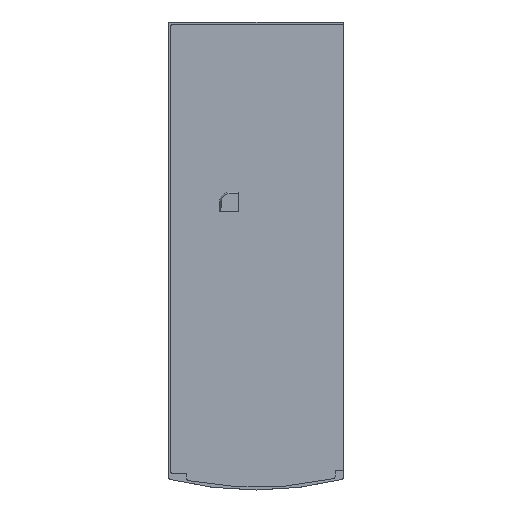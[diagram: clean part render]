
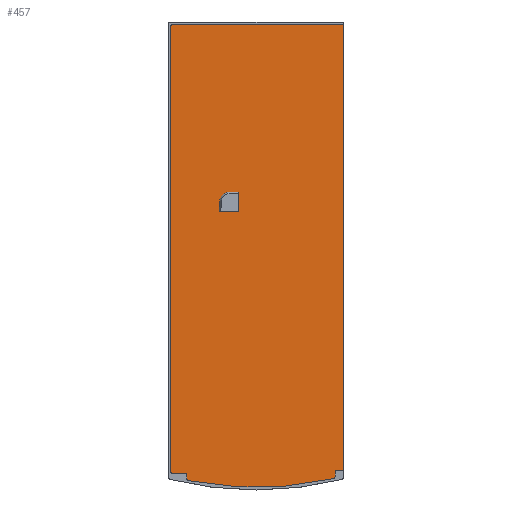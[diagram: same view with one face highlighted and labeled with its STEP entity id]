
A CAD part, top view. The second image highlights one B-rep face of the part: STEP entity #457.
In plain terms, the highlighted planar face has unit normal (0, 0, 1).
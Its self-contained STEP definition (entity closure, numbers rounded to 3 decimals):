
#3 = PLANE ( 'NONE',  #297 ) ;
#9 = DIRECTION ( 'NONE',  ( 1., 0., 0. ) ) ;
#10 = CARTESIAN_POINT ( 'NONE',  ( 26.3, 0., 0. ) ) ;
#15 = VECTOR ( 'NONE', #546, 1000. ) ;
#16 = ORIENTED_EDGE ( 'NONE', *, *, #105, .F. ) ;
#17 = CARTESIAN_POINT ( 'NONE',  ( 25.3, -103.945, 0. ) ) ;
#18 = EDGE_CURVE ( 'NONE', #1000, #520, #700, .T. ) ;
#22 = EDGE_CURVE ( 'NONE', #347, #561, #761, .T. ) ;
#24 = DIRECTION ( 'NONE',  ( 0., -1., 0. ) ) ;
#27 = CIRCLE ( 'NONE', #744, 1. ) ;
#32 = DIRECTION ( 'NONE',  ( -1., 0., 0. ) ) ;
#54 = AXIS2_PLACEMENT_3D ( 'NONE', #17, #85, #407 ) ;
#68 = CARTESIAN_POINT ( 'NONE',  ( -2.498, 21., 0. ) ) ;
#79 = DIRECTION ( 'NONE',  ( -1., 0., 0. ) ) ;
#82 = DIRECTION ( 'NONE',  ( -1., 0., 0. ) ) ;
#85 = DIRECTION ( 'NONE',  ( 0., 0., 1. ) ) ;
#86 = VECTOR ( 'NONE', #292, 1000. ) ;
#94 = EDGE_CURVE ( 'NONE', #528, #944, #919, .T. ) ;
#103 = VERTEX_POINT ( 'NONE', #625 ) ;
#104 = CARTESIAN_POINT ( 'NONE',  ( -33., 60.5, 0. ) ) ;
#105 = EDGE_CURVE ( 'NONE', #514, #103, #758, .T. ) ;
#107 = VECTOR ( 'NONE', #626, 1000. ) ;
#124 = VERTEX_POINT ( 'NONE', #467 ) ;
#127 = AXIS2_PLACEMENT_3D ( 'NONE', #883, #671, #285 ) ;
#130 = ORIENTED_EDGE ( 'NONE', *, *, #94, .T. ) ;
#143 = CARTESIAN_POINT ( 'NONE',  ( 29.504, -102., 0. ) ) ;
#150 = DIRECTION ( 'NONE',  ( 0., 0., 1. ) ) ;
#165 = AXIS2_PLACEMENT_3D ( 'NONE', #68, #392, #921 ) ;
#176 = ORIENTED_EDGE ( 'NONE', *, *, #896, .F. ) ;
#182 = CARTESIAN_POINT ( 'NONE',  ( 26.3, -102., 0. ) ) ;
#186 = EDGE_CURVE ( 'NONE', #531, #124, #538, .T. ) ;
#193 = ORIENTED_EDGE ( 'NONE', *, *, #634, .T. ) ;
#196 = LINE ( 'NONE', #354, #622 ) ;
#227 = VECTOR ( 'NONE', #24, 1000. ) ;
#232 = VECTOR ( 'NONE', #32, 1000. ) ;
#236 = FACE_BOUND ( 'NONE', #362, .T. ) ;
#238 = CARTESIAN_POINT ( 'NONE',  ( -8.9, 0., 0. ) ) ;
#240 = DIRECTION ( 'NONE',  ( 0., 0., 1. ) ) ;
#249 = ORIENTED_EDGE ( 'NONE', *, *, #409, .T. ) ;
#251 = EDGE_CURVE ( 'NONE', #419, #926, #946, .T. ) ;
#260 = ORIENTED_EDGE ( 'NONE', *, *, #994, .T. ) ;
#263 = EDGE_LOOP ( 'NONE', ( #249, #130, #904, #193, #875, #16, #260, #176, #291, #615, #743, #910 ) ) ;
#265 = ORIENTED_EDGE ( 'NONE', *, *, #22, .T. ) ;
#285 = DIRECTION ( 'NONE',  ( -1., 0., 0. ) ) ;
#291 = ORIENTED_EDGE ( 'NONE', *, *, #251, .F. ) ;
#292 = DIRECTION ( 'NONE',  ( -1., 0., 0. ) ) ;
#294 = LINE ( 'NONE', #612, #313 ) ;
#297 = AXIS2_PLACEMENT_3D ( 'NONE', #943, #606, #82 ) ;
#299 = CARTESIAN_POINT ( 'NONE',  ( -15.9, -7.5, 0. ) ) ;
#313 = VECTOR ( 'NONE', #535, 1000. ) ;
#315 = CARTESIAN_POINT ( 'NONE',  ( -27.7, -103., 0. ) ) ;
#336 = LINE ( 'NONE', #727, #819 ) ;
#347 = VERTEX_POINT ( 'NONE', #491 ) ;
#353 = CARTESIAN_POINT ( 'NONE',  ( -33., -103., 0. ) ) ;
#354 = CARTESIAN_POINT ( 'NONE',  ( -27.7, 0., 0. ) ) ;
#355 = EDGE_CURVE ( 'NONE', #726, #103, #27, .T. ) ;
#362 = EDGE_LOOP ( 'NONE', ( #401, #686, #536, #265, #688 ) ) ;
#374 = CARTESIAN_POINT ( 'NONE',  ( -15.464, 0.81, 0. ) ) ;
#387 = DIRECTION ( 'NONE',  ( 0.052, 0.999, 0. ) ) ;
#390 = CIRCLE ( 'NONE', #54, 1. ) ;
#392 = DIRECTION ( 'NONE',  ( 0., 0., -1. ) ) ;
#401 = ORIENTED_EDGE ( 'NONE', *, *, #186, .T. ) ;
#407 = DIRECTION ( 'NONE',  ( -1., 0., 0. ) ) ;
#408 = CIRCLE ( 'NONE', #549, 3.5 ) ;
#409 = EDGE_CURVE ( 'NONE', #665, #528, #294, .T. ) ;
#419 = VERTEX_POINT ( 'NONE', #143 ) ;
#424 = CARTESIAN_POINT ( 'NONE',  ( -33.5, 60., 0. ) ) ;
#449 = CARTESIAN_POINT ( 'NONE',  ( -33.5, -102.5, 0. ) ) ;
#457 = ADVANCED_FACE ( 'NONE', ( #236, #703 ), #3, .F. ) ;
#460 = CARTESIAN_POINT ( 'NONE',  ( -33., -102.5, 0. ) ) ;
#467 = CARTESIAN_POINT ( 'NONE',  ( -15.707, -3.817, 0. ) ) ;
#491 = CARTESIAN_POINT ( 'NONE',  ( -8.9, -0.5, 0. ) ) ;
#496 = EDGE_CURVE ( 'NONE', #722, #347, #983, .T. ) ;
#514 = VERTEX_POINT ( 'NONE', #628 ) ;
#520 = VERTEX_POINT ( 'NONE', #969 ) ;
#525 = VERTEX_POINT ( 'NONE', #315 ) ;
#528 = VERTEX_POINT ( 'NONE', #449 ) ;
#529 = CARTESIAN_POINT ( 'NONE',  ( 0., -0.5, 0. ) ) ;
#531 = VERTEX_POINT ( 'NONE', #299 ) ;
#535 = DIRECTION ( 'NONE',  ( 0., -1., 0. ) ) ;
#536 = ORIENTED_EDGE ( 'NONE', *, *, #496, .T. ) ;
#538 = LINE ( 'NONE', #374, #953 ) ;
#540 = CIRCLE ( 'NONE', #127, 0.5 ) ;
#546 = DIRECTION ( 'NONE',  ( 0., -1., 0. ) ) ;
#548 = DIRECTION ( 'NONE',  ( -1., 0., 0. ) ) ;
#549 = AXIS2_PLACEMENT_3D ( 'NONE', #749, #677, #674 ) ;
#558 = CARTESIAN_POINT ( 'NONE',  ( -26.7, -104.691, 0. ) ) ;
#561 = VERTEX_POINT ( 'NONE', #815 ) ;
#605 = AXIS2_PLACEMENT_3D ( 'NONE', #460, #150, #79 ) ;
#606 = DIRECTION ( 'NONE',  ( 0., 0., -1. ) ) ;
#612 = CARTESIAN_POINT ( 'NONE',  ( -33.5, 0., 0. ) ) ;
#615 = ORIENTED_EDGE ( 'NONE', *, *, #936, .T. ) ;
#622 = VECTOR ( 'NONE', #811, 1000. ) ;
#625 = CARTESIAN_POINT ( 'NONE',  ( -26.889, -105.673, 0. ) ) ;
#626 = DIRECTION ( 'NONE',  ( 1., 0., 0. ) ) ;
#627 = VECTOR ( 'NONE', #9, 1000. ) ;
#628 = CARTESIAN_POINT ( 'NONE',  ( 25.517, -104.921, 0. ) ) ;
#633 = LINE ( 'NONE', #928, #86 ) ;
#634 = EDGE_CURVE ( 'NONE', #525, #726, #196, .T. ) ;
#665 = VERTEX_POINT ( 'NONE', #424 ) ;
#669 = CARTESIAN_POINT ( 'NONE',  ( -12.212, -0.5, 0. ) ) ;
#671 = DIRECTION ( 'NONE',  ( 0., 0., 1. ) ) ;
#674 = DIRECTION ( 'NONE',  ( 1., 0., 0. ) ) ;
#675 = EDGE_CURVE ( 'NONE', #1000, #665, #540, .T. ) ;
#677 = DIRECTION ( 'NONE',  ( 0., 0., -1. ) ) ;
#686 = ORIENTED_EDGE ( 'NONE', *, *, #847, .T. ) ;
#688 = ORIENTED_EDGE ( 'NONE', *, *, #866, .T. ) ;
#689 = DIRECTION ( 'NONE',  ( 1., 0., 0. ) ) ;
#700 = LINE ( 'NONE', #771, #627 ) ;
#703 = FACE_OUTER_BOUND ( 'NONE', #263, .T. ) ;
#706 = CARTESIAN_POINT ( 'NONE',  ( 0., -103., 0. ) ) ;
#720 = DIRECTION ( 'NONE',  ( 0., 1., 0. ) ) ;
#722 = VERTEX_POINT ( 'NONE', #669 ) ;
#726 = VERTEX_POINT ( 'NONE', #966 ) ;
#727 = CARTESIAN_POINT ( 'NONE',  ( 29.504, 61.5, 0. ) ) ;
#742 = VECTOR ( 'NONE', #689, 1000. ) ;
#743 = ORIENTED_EDGE ( 'NONE', *, *, #18, .F. ) ;
#744 = AXIS2_PLACEMENT_3D ( 'NONE', #558, #240, #548 ) ;
#749 = CARTESIAN_POINT ( 'NONE',  ( -12.212, -4., 0. ) ) ;
#758 = CIRCLE ( 'NONE', #165, 129. ) ;
#761 = LINE ( 'NONE', #238, #15 ) ;
#771 = CARTESIAN_POINT ( 'NONE',  ( 0., 60.5, 0. ) ) ;
#780 = EDGE_CURVE ( 'NONE', #944, #525, #862, .T. ) ;
#787 = LINE ( 'NONE', #10, #227 ) ;
#811 = DIRECTION ( 'NONE',  ( 0., -1., 0. ) ) ;
#815 = CARTESIAN_POINT ( 'NONE',  ( -8.9, -7.5, 0. ) ) ;
#819 = VECTOR ( 'NONE', #720, 1000. ) ;
#847 = EDGE_CURVE ( 'NONE', #124, #722, #408, .T. ) ;
#862 = LINE ( 'NONE', #706, #107 ) ;
#866 = EDGE_CURVE ( 'NONE', #561, #531, #633, .T. ) ;
#868 = CARTESIAN_POINT ( 'NONE',  ( 26.3, -103.945, 0. ) ) ;
#875 = ORIENTED_EDGE ( 'NONE', *, *, #355, .T. ) ;
#883 = CARTESIAN_POINT ( 'NONE',  ( -33., 60., 0. ) ) ;
#896 = EDGE_CURVE ( 'NONE', #926, #916, #787, .T. ) ;
#904 = ORIENTED_EDGE ( 'NONE', *, *, #780, .T. ) ;
#910 = ORIENTED_EDGE ( 'NONE', *, *, #675, .T. ) ;
#916 = VERTEX_POINT ( 'NONE', #868 ) ;
#919 = CIRCLE ( 'NONE', #605, 0.5 ) ;
#921 = DIRECTION ( 'NONE',  ( 1., 0., 0. ) ) ;
#926 = VERTEX_POINT ( 'NONE', #182 ) ;
#928 = CARTESIAN_POINT ( 'NONE',  ( 0., -7.5, 0. ) ) ;
#936 = EDGE_CURVE ( 'NONE', #419, #520, #336, .T. ) ;
#943 = CARTESIAN_POINT ( 'NONE',  ( -2.498, 21., 0. ) ) ;
#944 = VERTEX_POINT ( 'NONE', #353 ) ;
#946 = LINE ( 'NONE', #956, #232 ) ;
#953 = VECTOR ( 'NONE', #387, 1000. ) ;
#956 = CARTESIAN_POINT ( 'NONE',  ( 0., -102., 0. ) ) ;
#966 = CARTESIAN_POINT ( 'NONE',  ( -27.7, -104.691, 0. ) ) ;
#969 = CARTESIAN_POINT ( 'NONE',  ( 29.504, 60.5, 0. ) ) ;
#983 = LINE ( 'NONE', #529, #742 ) ;
#994 = EDGE_CURVE ( 'NONE', #514, #916, #390, .T. ) ;
#1000 = VERTEX_POINT ( 'NONE', #104 ) ;
